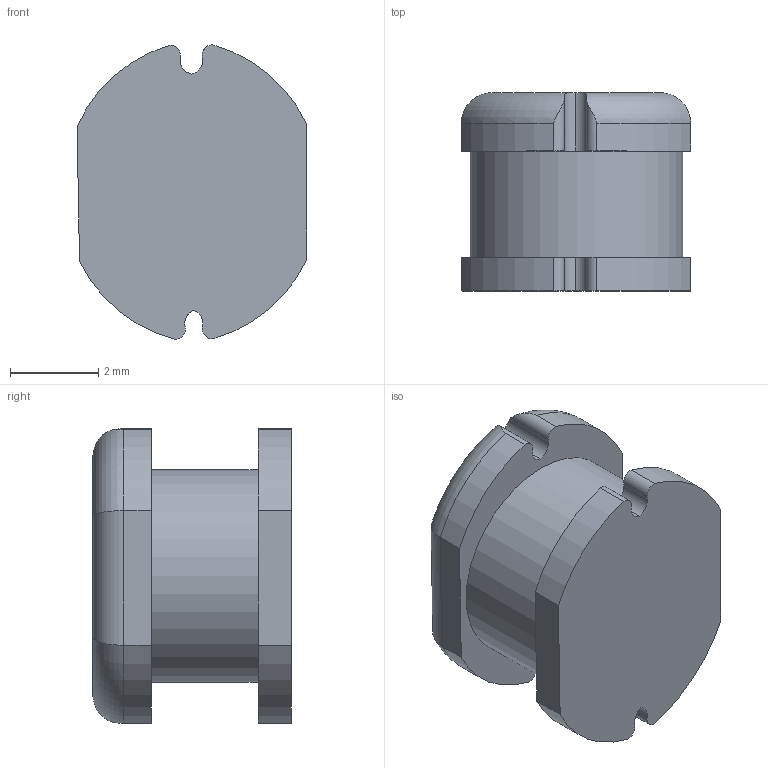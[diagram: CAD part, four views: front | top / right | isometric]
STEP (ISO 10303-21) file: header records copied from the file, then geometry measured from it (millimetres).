
FILE_DESCRIPTION(/* description */ (''),/* implementation_level */ '2;1');
FILE_NAME(/* name */ '${GLOWINGKITTYPARTS}CY54-3.3UH.step',/* time_stamp */ '2022-04-16T22:56:14+02:00',/* author */ (''),/* organization */ (''),/* preprocessor_version */ 'ST-DEVELOPER v18.1',/* originating_system */ 'Autodesk Translation Framework v10.14.0.1471',/* authorisation */ '');
FILE_SCHEMA (('AUTOMOTIVE_DESIGN { 1 0 10303 214 3 1 1 }'));
Length unit declared in the file: millimetre
Products named in the file (1): CY54-3.3UH
Bounding box: 5.22 x 4.5 x 6.68 mm (x, y, z)
Volume: 102.1 mm3; surface area: 153.2 mm2
Topology: 1 solids, 1 shells, 39 faces, 101 edges, 66 vertices
Faces by surface type: cylinder 27, plane 8, torus 4
Full cylindrical faces by diameter (mm): 4.827 x1
Entity records: 1460 total; most frequent: CARTESIAN_POINT 437, DIRECTION 219, ORIENTED_EDGE 202, EDGE_CURVE 101, AXIS2_PLACEMENT_3D 90, VERTEX_POINT 66, CIRCLE 50, EDGE_LOOP 41
